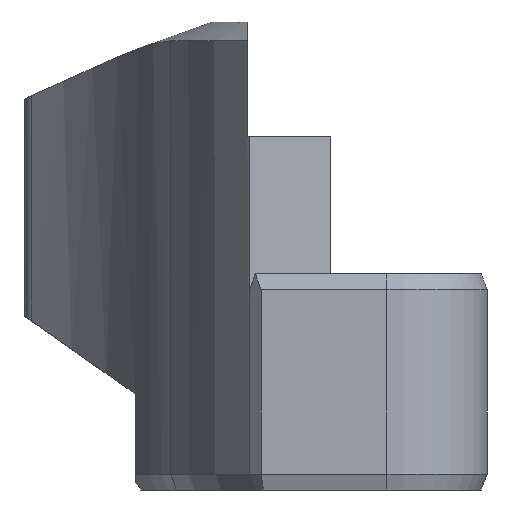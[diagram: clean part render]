
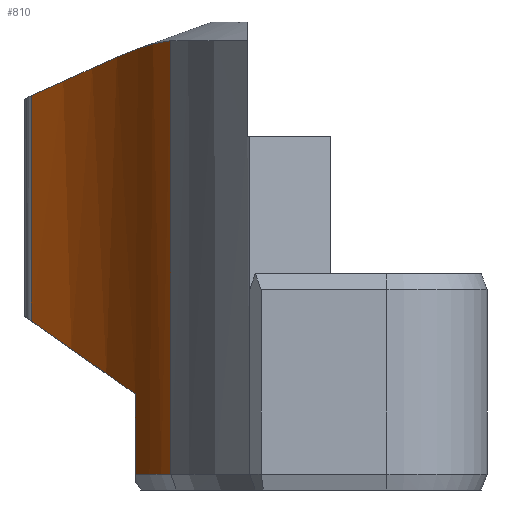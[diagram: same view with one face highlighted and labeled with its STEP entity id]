
A CAD part, left-side view. The second image highlights one B-rep face of the part: STEP entity #810.
In plain terms, the highlighted cylindrical face has radius 20 mm (diameter 40 mm), a partial arc.
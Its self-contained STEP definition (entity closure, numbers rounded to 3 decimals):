
#21=CYLINDRICAL_SURFACE('',#899,20.);
#32=ELLIPSE('',#900,24.415,20.);
#60=LINE('',#1327,#127);
#65=LINE('',#1399,#132);
#67=LINE('',#1405,#134);
#127=VECTOR('',#1029,10.);
#132=VECTOR('',#1048,10.);
#134=VECTOR('',#1054,10.);
#210=FACE_OUTER_BOUND('',#259,.T.);
#259=EDGE_LOOP('',(#641,#642,#643,#644,#645,#646));
#307=B_SPLINE_CURVE_WITH_KNOTS('',3,(#1387,#1388,#1389,#1390,#1391,#1392,
#1393,#1394),.UNSPECIFIED.,.F.,.F.,(4,2,2,4),(-1.976,-1.482,
-0.988,-0.77),.UNSPECIFIED.);
#316=CIRCLE('',#869,20.);
#349=VERTEX_POINT('',#1207);
#350=VERTEX_POINT('',#1209);
#383=VERTEX_POINT('',#1326);
#388=VERTEX_POINT('',#1366);
#389=VERTEX_POINT('',#1386);
#392=VERTEX_POINT('',#1404);
#427=EDGE_CURVE('',#349,#350,#316,.T.);
#470=EDGE_CURVE('',#383,#350,#60,.T.);
#480=EDGE_CURVE('',#388,#389,#307,.F.);
#483=EDGE_CURVE('',#349,#389,#65,.T.);
#486=EDGE_CURVE('',#392,#388,#67,.T.);
#487=EDGE_CURVE('',#392,#383,#32,.T.);
#641=ORIENTED_EDGE('',*,*,#486,.F.);
#642=ORIENTED_EDGE('',*,*,#487,.T.);
#643=ORIENTED_EDGE('',*,*,#470,.T.);
#644=ORIENTED_EDGE('',*,*,#427,.F.);
#645=ORIENTED_EDGE('',*,*,#483,.T.);
#646=ORIENTED_EDGE('',*,*,#480,.F.);
#810=ADVANCED_FACE('',(#210),#21,.F.);
#869=AXIS2_PLACEMENT_3D('',#1210,#962,#963);
#899=AXIS2_PLACEMENT_3D('',#1403,#1052,#1053);
#900=AXIS2_PLACEMENT_3D('',#1406,#1055,#1056);
#962=DIRECTION('center_axis',(0.,0.,1.));
#963=DIRECTION('ref_axis',(0.241,-0.971,0.));
#1029=DIRECTION('',(0.,0.,-1.));
#1048=DIRECTION('',(0.,0.,1.));
#1052=DIRECTION('center_axis',(0.,0.,1.));
#1053=DIRECTION('ref_axis',(-0.241,0.971,0.));
#1054=DIRECTION('',(0.,0.,1.));
#1055=DIRECTION('center_axis',(0.,0.574,-0.819));
#1056=DIRECTION('ref_axis',(0.,0.819,0.574));
#1207=CARTESIAN_POINT('',(12.772,9.445,0.687));
#1209=CARTESIAN_POINT('',(16.967,11.,0.687));
#1210=CARTESIAN_POINT('Origin',(7.962,28.858,0.687));
#1326=CARTESIAN_POINT('',(16.967,11.,4.2));
#1327=CARTESIAN_POINT('',(16.967,11.,0.));
#1366=CARTESIAN_POINT('',(22.888,15.546,17.235));
#1386=CARTESIAN_POINT('',(12.772,9.445,19.634));
#1387=CARTESIAN_POINT('Ctrl Pts',(12.772,9.445,19.634));
#1388=CARTESIAN_POINT('Ctrl Pts',(14.37,9.841,19.634));
#1389=CARTESIAN_POINT('Ctrl Pts',(15.919,10.436,19.457));
#1390=CARTESIAN_POINT('Ctrl Pts',(18.816,11.98,18.842));
#1391=CARTESIAN_POINT('Ctrl Pts',(20.165,12.929,18.409));
#1392=CARTESIAN_POINT('Ctrl Pts',(21.906,14.503,17.7));
#1393=CARTESIAN_POINT('Ctrl Pts',(22.412,15.012,17.471));
#1394=CARTESIAN_POINT('Ctrl Pts',(22.888,15.546,17.235));
#1399=CARTESIAN_POINT('',(12.772,9.445,0.));
#1403=CARTESIAN_POINT('Origin',(7.962,28.858,0.));
#1404=CARTESIAN_POINT('',(22.888,15.546,7.383));
#1405=CARTESIAN_POINT('',(22.888,15.546,0.));
#1406=CARTESIAN_POINT('Origin',(7.962,28.858,16.704));
